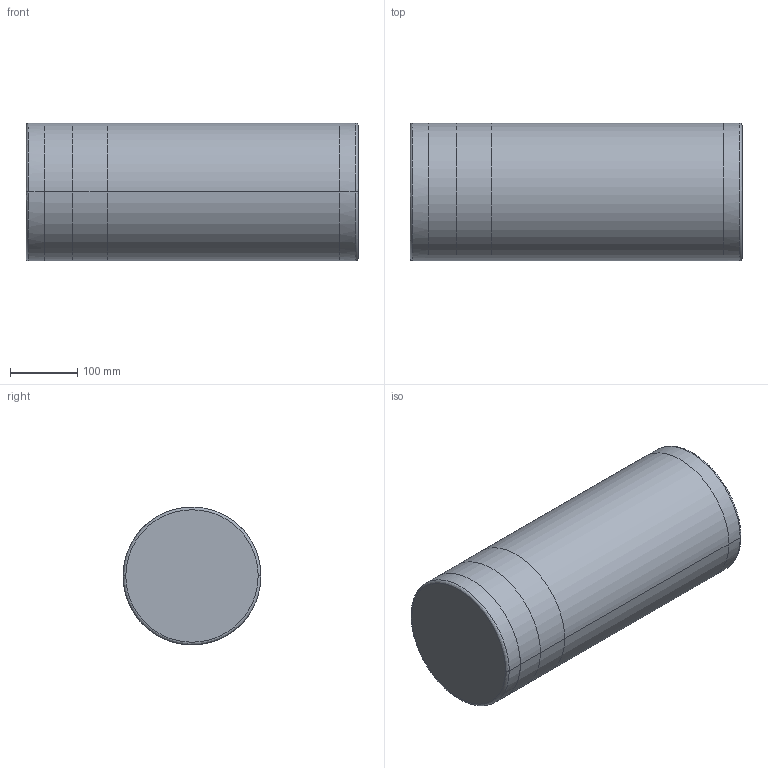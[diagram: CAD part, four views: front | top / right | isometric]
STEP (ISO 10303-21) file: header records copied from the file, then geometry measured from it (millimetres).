
FILE_DESCRIPTION(/* description */ (''),/* implementation_level */ '2;1');
FILE_NAME(/* name */ 'MELF',/* time_stamp */ '2019-10-29T10:32:07+08:00',/* author */ (''),/* organization */ (''),/* preprocessor_version */ 'ST-DEVELOPER v10',/* originating_system */ '',/* authorisation */ '');
FILE_SCHEMA (('CONFIG_CONTROL_DESIGN'));
Length unit declared in the file: centimetre
Products named in the file (1): 1
Bounding box: 494.4 x 205.11 x 205.04 mm (x, y, z)
Surface area: 868058.2 mm2
Topology: 7 solids, 8 shells, 41 faces, 74 edges, 50 vertices
Faces by surface type: bspline 41
Entity records: 1361 total; most frequent: CARTESIAN_POINT 829, ORIENTED_EDGE 138, EDGE_CURVE 70, EDGE_LOOP 46, VERTEX_POINT 46, ADVANCED_FACE 41, FACE_OUTER_BOUND 41, B_SPLINE_CURVE_WITH_KNOTS 20
